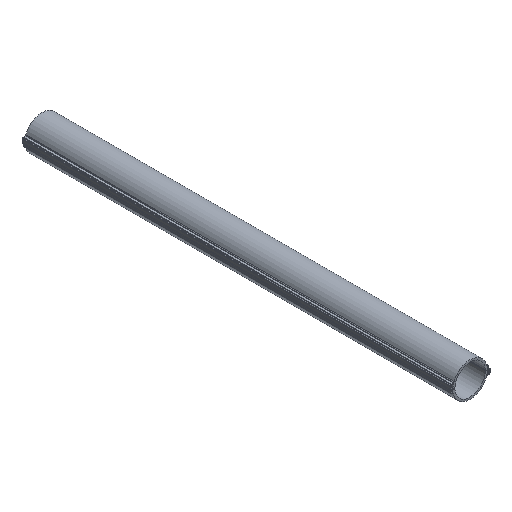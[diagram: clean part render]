
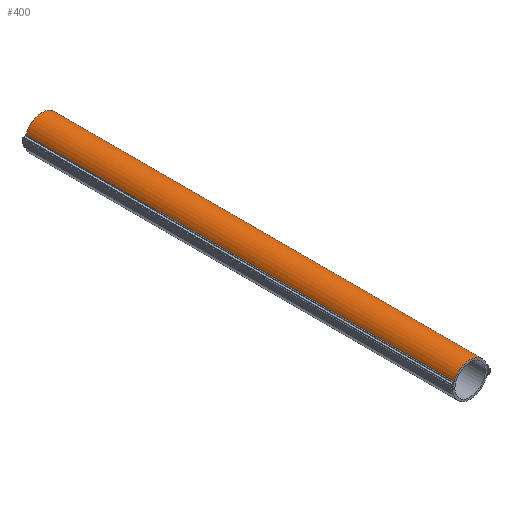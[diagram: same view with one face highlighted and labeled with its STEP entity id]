
A CAD part, isometric view. The second image highlights one B-rep face of the part: STEP entity #400.
In plain terms, the highlighted cylindrical face has radius 80 mm (diameter 160 mm), a partial arc.
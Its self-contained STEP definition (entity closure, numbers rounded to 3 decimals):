
#91 = VECTOR ( 'NONE', #2075, 1000. ) ;
#285 = ORIENTED_EDGE ( 'NONE', *, *, #412, .T. ) ;
#332 = AXIS2_PLACEMENT_3D ( 'NONE', #1531, #2621, #1539 ) ;
#400 = ADVANCED_FACE ( 'NONE', ( #782 ), #844, .T. ) ;
#412 = EDGE_CURVE ( 'NONE', #1768, #2661, #876, .T. ) ;
#470 = EDGE_LOOP ( 'NONE', ( #1452, #882, #2755, #285 ) ) ;
#637 = VECTOR ( 'NONE', #1542, 1000. ) ;
#652 = CARTESIAN_POINT ( 'NONE',  ( 0., 1000., 0. ) ) ;
#658 = DIRECTION ( 'NONE',  ( 0., 1., 0. ) ) ;
#662 = DIRECTION ( 'NONE',  ( 0., 0., -1. ) ) ;
#709 = EDGE_CURVE ( 'NONE', #1241, #2661, #1643, .T. ) ;
#782 = FACE_OUTER_BOUND ( 'NONE', #470, .T. ) ;
#844 = CYLINDRICAL_SURFACE ( 'NONE', #332, 80. ) ;
#876 = LINE ( 'NONE', #1544, #637 ) ;
#882 = ORIENTED_EDGE ( 'NONE', *, *, #2886, .T. ) ;
#1241 = VERTEX_POINT ( 'NONE', #1245 ) ;
#1245 = CARTESIAN_POINT ( 'NONE',  ( -74.577, 1000., 28.954 ) ) ;
#1452 = ORIENTED_EDGE ( 'NONE', *, *, #709, .F. ) ;
#1531 = CARTESIAN_POINT ( 'NONE',  ( 0., 1000., 0. ) ) ;
#1539 = DIRECTION ( 'NONE',  ( 0., 0., 1. ) ) ;
#1542 = DIRECTION ( 'NONE',  ( 0., 1., 0. ) ) ;
#1544 = CARTESIAN_POINT ( 'NONE',  ( 77.927, 1000., 18.095 ) ) ;
#1549 = EDGE_CURVE ( 'NONE', #2021, #1768, #2887, .T. ) ;
#1636 = DIRECTION ( 'NONE',  ( 0., 0., -1. ) ) ;
#1643 = CIRCLE ( 'NONE', #2239, 80. ) ;
#1731 = DIRECTION ( 'NONE',  ( 0., 1., 0. ) ) ;
#1764 = CARTESIAN_POINT ( 'NONE',  ( 77.927, 1000., 18.095 ) ) ;
#1768 = VERTEX_POINT ( 'NONE', #2666 ) ;
#1855 = LINE ( 'NONE', #2079, #91 ) ;
#1929 = CARTESIAN_POINT ( 'NONE',  ( -74.577, -1000., 28.954 ) ) ;
#2021 = VERTEX_POINT ( 'NONE', #1929 ) ;
#2075 = DIRECTION ( 'NONE',  ( 0., -1., 0. ) ) ;
#2079 = CARTESIAN_POINT ( 'NONE',  ( -74.577, 1000., 28.954 ) ) ;
#2239 = AXIS2_PLACEMENT_3D ( 'NONE', #652, #658, #662 ) ;
#2304 = AXIS2_PLACEMENT_3D ( 'NONE', #2419, #1731, #1636 ) ;
#2419 = CARTESIAN_POINT ( 'NONE',  ( 0., -1000., 0. ) ) ;
#2621 = DIRECTION ( 'NONE',  ( 0., -1., 0. ) ) ;
#2661 = VERTEX_POINT ( 'NONE', #1764 ) ;
#2666 = CARTESIAN_POINT ( 'NONE',  ( 77.927, -1000., 18.095 ) ) ;
#2755 = ORIENTED_EDGE ( 'NONE', *, *, #1549, .T. ) ;
#2886 = EDGE_CURVE ( 'NONE', #1241, #2021, #1855, .T. ) ;
#2887 = CIRCLE ( 'NONE', #2304, 80. ) ;
